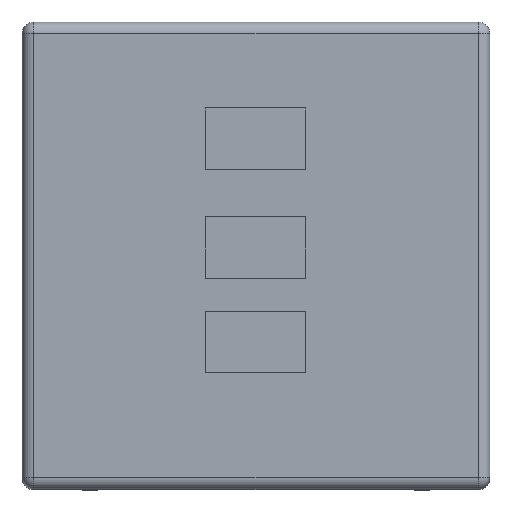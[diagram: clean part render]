
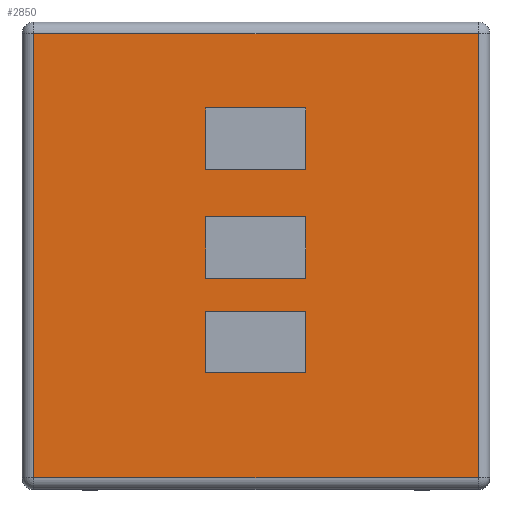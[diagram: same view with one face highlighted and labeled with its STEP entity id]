
A CAD part, top view. The second image highlights one B-rep face of the part: STEP entity #2850.
In plain terms, the highlighted planar face has unit normal (0, 0, 1).
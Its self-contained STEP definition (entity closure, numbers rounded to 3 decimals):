
#240=ORIENTED_EDGE('',*,*,#828,.T.);
#241=ORIENTED_EDGE('',*,*,#829,.T.);
#242=ORIENTED_EDGE('',*,*,#830,.T.);
#243=ORIENTED_EDGE('',*,*,#831,.T.);
#244=ORIENTED_EDGE('',*,*,#832,.F.);
#245=ORIENTED_EDGE('',*,*,#833,.F.);
#246=ORIENTED_EDGE('',*,*,#834,.F.);
#247=ORIENTED_EDGE('',*,*,#835,.F.);
#248=ORIENTED_EDGE('',*,*,#836,.T.);
#249=ORIENTED_EDGE('',*,*,#837,.T.);
#250=ORIENTED_EDGE('',*,*,#838,.T.);
#251=ORIENTED_EDGE('',*,*,#839,.T.);
#252=ORIENTED_EDGE('',*,*,#816,.F.);
#253=ORIENTED_EDGE('',*,*,#820,.F.);
#254=ORIENTED_EDGE('',*,*,#823,.F.);
#255=ORIENTED_EDGE('',*,*,#826,.F.);
#816=EDGE_CURVE('',#1108,#1109,#1296,.T.);
#820=EDGE_CURVE('',#1112,#1108,#1300,.T.);
#823=EDGE_CURVE('',#1114,#1112,#1303,.T.);
#826=EDGE_CURVE('',#1109,#1114,#1306,.T.);
#828=EDGE_CURVE('',#1116,#1117,#1308,.F.);
#829=EDGE_CURVE('',#1117,#1118,#1309,.F.);
#830=EDGE_CURVE('',#1118,#1119,#1310,.F.);
#831=EDGE_CURVE('',#1119,#1116,#1311,.F.);
#832=EDGE_CURVE('',#1120,#1121,#1312,.T.);
#833=EDGE_CURVE('',#1122,#1120,#1313,.T.);
#834=EDGE_CURVE('',#1123,#1122,#1314,.T.);
#835=EDGE_CURVE('',#1121,#1123,#1315,.T.);
#836=EDGE_CURVE('',#1124,#1125,#1316,.T.);
#837=EDGE_CURVE('',#1125,#1126,#1317,.T.);
#838=EDGE_CURVE('',#1126,#1127,#1318,.T.);
#839=EDGE_CURVE('',#1127,#1124,#1319,.T.);
#1108=VERTEX_POINT('',#3915);
#1109=VERTEX_POINT('',#3916);
#1112=VERTEX_POINT('',#3924);
#1114=VERTEX_POINT('',#3930);
#1116=VERTEX_POINT('',#3940);
#1117=VERTEX_POINT('',#3941);
#1118=VERTEX_POINT('',#3943);
#1119=VERTEX_POINT('',#3945);
#1120=VERTEX_POINT('',#3948);
#1121=VERTEX_POINT('',#3949);
#1122=VERTEX_POINT('',#3951);
#1123=VERTEX_POINT('',#3953);
#1124=VERTEX_POINT('',#3956);
#1125=VERTEX_POINT('',#3957);
#1126=VERTEX_POINT('',#3959);
#1127=VERTEX_POINT('',#3961);
#1296=LINE('',#3914,#1544);
#1300=LINE('',#3923,#1548);
#1303=LINE('',#3929,#1551);
#1306=LINE('',#3935,#1554);
#1308=LINE('',#3939,#1556);
#1309=LINE('',#3942,#1557);
#1310=LINE('',#3944,#1558);
#1311=LINE('',#3946,#1559);
#1312=LINE('',#3947,#1560);
#1313=LINE('',#3950,#1561);
#1314=LINE('',#3952,#1562);
#1315=LINE('',#3954,#1563);
#1316=LINE('',#3955,#1564);
#1317=LINE('',#3958,#1565);
#1318=LINE('',#3960,#1566);
#1319=LINE('',#3962,#1567);
#1544=VECTOR('',#3270,1000.);
#1548=VECTOR('',#3276,1000.);
#1551=VECTOR('',#3281,1000.);
#1554=VECTOR('',#3286,1000.);
#1556=VECTOR('',#3292,1000.);
#1557=VECTOR('',#3293,1000.);
#1558=VECTOR('',#3294,1000.);
#1559=VECTOR('',#3295,1000.);
#1560=VECTOR('',#3296,1000.);
#1561=VECTOR('',#3297,1000.);
#1562=VECTOR('',#3298,1000.);
#1563=VECTOR('',#3299,1000.);
#1564=VECTOR('',#3300,1000.);
#1565=VECTOR('',#3301,1000.);
#1566=VECTOR('',#3302,1000.);
#1567=VECTOR('',#3303,1000.);
#1729=EDGE_LOOP('',(#240,#241,#242,#243));
#1730=EDGE_LOOP('',(#244,#245,#246,#247));
#1731=EDGE_LOOP('',(#248,#249,#250,#251));
#1732=EDGE_LOOP('',(#252,#253,#254,#255));
#1847=FACE_BOUND('',#1729,.T.);
#1848=FACE_BOUND('',#1730,.T.);
#1849=FACE_BOUND('',#1731,.T.);
#1850=FACE_BOUND('',#1732,.T.);
#1963=PLANE('',#2989);
#2850=ADVANCED_FACE('',(#1847,#1848,#1849,#1850),#1963,.F.);
#2989=AXIS2_PLACEMENT_3D('',#3938,#3290,#3291);
#3270=DIRECTION('',(0.,1.,0.));
#3276=DIRECTION('',(1.,0.,0.));
#3281=DIRECTION('',(0.,-1.,0.));
#3286=DIRECTION('',(-1.,0.,0.));
#3290=DIRECTION('',(0.,0.,-1.));
#3291=DIRECTION('',(-1.,0.,0.));
#3292=DIRECTION('',(-1.,0.,0.));
#3293=DIRECTION('',(0.,-1.,0.));
#3294=DIRECTION('',(1.,0.,0.));
#3295=DIRECTION('',(0.,1.,0.));
#3296=DIRECTION('',(0.,1.,0.));
#3297=DIRECTION('',(1.,0.,0.));
#3298=DIRECTION('',(0.,-1.,0.));
#3299=DIRECTION('',(-1.,0.,0.));
#3300=DIRECTION('',(0.,-1.,0.));
#3301=DIRECTION('',(-1.,0.,0.));
#3302=DIRECTION('',(0.,1.,0.));
#3303=DIRECTION('',(1.,0.,0.));
#3914=CARTESIAN_POINT('',(0.106,0.,0.));
#3915=CARTESIAN_POINT('',(0.106,-0.251,0.));
#3916=CARTESIAN_POINT('',(0.106,-0.118,0.));
#3923=CARTESIAN_POINT('',(0.,-0.251,0.));
#3924=CARTESIAN_POINT('',(-0.108,-0.251,0.));
#3929=CARTESIAN_POINT('',(-0.108,0.,0.));
#3930=CARTESIAN_POINT('',(-0.108,-0.118,0.));
#3935=CARTESIAN_POINT('',(0.,-0.118,0.));
#3938=CARTESIAN_POINT('',(0.,0.,0.));
#3939=CARTESIAN_POINT('',(0.,-0.475,0.));
#3940=CARTESIAN_POINT('',(-0.475,-0.475,0.));
#3941=CARTESIAN_POINT('',(0.475,-0.475,0.));
#3942=CARTESIAN_POINT('',(0.475,0.,0.));
#3943=CARTESIAN_POINT('',(0.475,0.475,0.));
#3944=CARTESIAN_POINT('',(0.,0.475,0.));
#3945=CARTESIAN_POINT('',(-0.475,0.475,0.));
#3946=CARTESIAN_POINT('',(-0.475,0.,0.));
#3947=CARTESIAN_POINT('',(0.106,0.,0.));
#3948=CARTESIAN_POINT('',(0.106,-0.049,0.));
#3949=CARTESIAN_POINT('',(0.106,0.084,0.));
#3950=CARTESIAN_POINT('',(0.,-0.049,0.));
#3951=CARTESIAN_POINT('',(-0.108,-0.049,0.));
#3952=CARTESIAN_POINT('',(-0.108,0.,0.));
#3953=CARTESIAN_POINT('',(-0.108,0.084,0.));
#3954=CARTESIAN_POINT('',(0.,0.084,0.));
#3955=CARTESIAN_POINT('',(0.106,0.316,0.));
#3956=CARTESIAN_POINT('',(0.106,0.316,0.));
#3957=CARTESIAN_POINT('',(0.106,0.184,0.));
#3958=CARTESIAN_POINT('',(0.106,0.184,0.));
#3959=CARTESIAN_POINT('',(-0.108,0.184,0.));
#3960=CARTESIAN_POINT('',(-0.108,0.184,0.));
#3961=CARTESIAN_POINT('',(-0.108,0.316,0.));
#3962=CARTESIAN_POINT('',(-0.108,0.316,0.));
